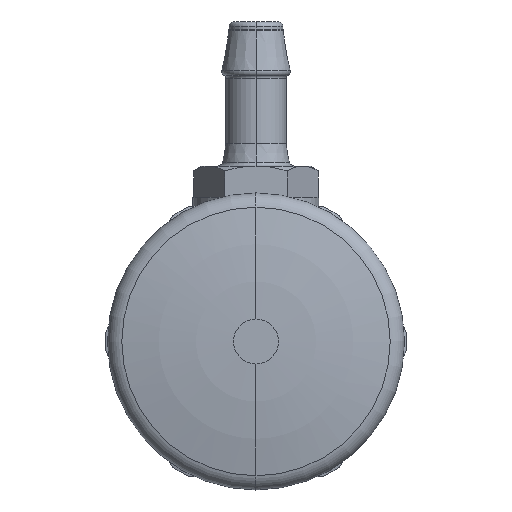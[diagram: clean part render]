
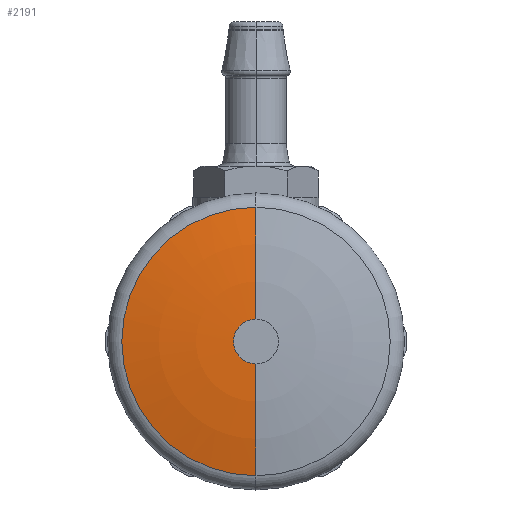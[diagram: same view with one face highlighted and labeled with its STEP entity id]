
A CAD part, left-side view. The second image highlights one B-rep face of the part: STEP entity #2191.
In plain terms, the highlighted toroidal (fillet/blend) face has major radius 2.5 mm and minor radius 60 mm.
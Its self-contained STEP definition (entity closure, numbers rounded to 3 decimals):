
#200 = ORIENTED_EDGE ( 'NONE', *, *, #7013, .F. ) ;
#204 = ORIENTED_EDGE ( 'NONE', *, *, #7005, .T. ) ;
#249 = ORIENTED_EDGE ( 'NONE', *, *, #7012, .F. ) ;
#401 = ORIENTED_EDGE ( 'NONE', *, *, #7011, .T. ) ;
#994 = VERTEX_POINT ( 'NONE', #1256 ) ;
#1153 = VERTEX_POINT ( 'NONE', #1441 ) ;
#1173 = VERTEX_POINT ( 'NONE', #1463 ) ;
#1205 = VERTEX_POINT ( 'NONE', #1498 ) ;
#1256 = CARTESIAN_POINT ( 'NONE',  ( -6.502, 0., -14.914 ) ) ;
#1441 = CARTESIAN_POINT ( 'NONE',  ( -7.8, 0., -2.5 ) ) ;
#1463 = CARTESIAN_POINT ( 'NONE',  ( -6.502, 0., 14.914 ) ) ;
#1498 = CARTESIAN_POINT ( 'NONE',  ( -7.8, 0., 2.5 ) ) ;
#2191 = ADVANCED_FACE ( 'NONE', ( #4725 ), #4723, .T. ) ;
#3058 = DIRECTION ( 'NONE',  ( 0., 0., -1. ) ) ;
#3059 = DIRECTION ( 'NONE',  ( 0., -1., 0. ) ) ;
#3061 = CARTESIAN_POINT ( 'NONE',  ( 52.2, 0., 2.5 ) ) ;
#3062 = DIRECTION ( 'NONE',  ( 0., 0., 1. ) ) ;
#3063 = DIRECTION ( 'NONE',  ( -1., 0., 0. ) ) ;
#3064 = CARTESIAN_POINT ( 'NONE',  ( -7.8, 0., 0. ) ) ;
#3065 = DIRECTION ( 'NONE',  ( 0., 0., 1. ) ) ;
#3067 = DIRECTION ( 'NONE',  ( 0., 1., 0. ) ) ;
#3068 = CARTESIAN_POINT ( 'NONE',  ( 52.2, 0., -2.5 ) ) ;
#3086 = DIRECTION ( 'NONE',  ( 0., 0., 1. ) ) ;
#3087 = DIRECTION ( 'NONE',  ( -1., 0., 0. ) ) ;
#3088 = CARTESIAN_POINT ( 'NONE',  ( -6.502, 0., 0. ) ) ;
#3788 = AXIS2_PLACEMENT_3D ( 'NONE', #3061, #3059, #3058 ) ;
#3789 = AXIS2_PLACEMENT_3D ( 'NONE', #3064, #3063, #3062 ) ;
#3790 = AXIS2_PLACEMENT_3D ( 'NONE', #3068, #3067, #3065 ) ;
#3794 = AXIS2_PLACEMENT_3D ( 'NONE', #3088, #3087, #3086 ) ;
#4240 = AXIS2_PLACEMENT_3D ( 'NONE', #8140, #8139, #8138 ) ;
#4723 = TOROIDAL_SURFACE ( 'NONE', #4240, 2.5, 60. ) ;
#4725 = FACE_OUTER_BOUND ( 'NONE', #7763, .T. ) ;
#7005 = EDGE_CURVE ( 'NONE', #1173, #994, #7621, .T. ) ;
#7011 = EDGE_CURVE ( 'NONE', #994, #1153, #7629, .T. ) ;
#7012 = EDGE_CURVE ( 'NONE', #1205, #1153, #7630, .T. ) ;
#7013 = EDGE_CURVE ( 'NONE', #1173, #1205, #7632, .T. ) ;
#7621 = CIRCLE ( 'NONE', #3794, 14.914 ) ;
#7629 = CIRCLE ( 'NONE', #3790, 60. ) ;
#7630 = CIRCLE ( 'NONE', #3789, 2.5 ) ;
#7632 = CIRCLE ( 'NONE', #3788, 60. ) ;
#7763 = EDGE_LOOP ( 'NONE', ( #204, #401, #249, #200 ) ) ;
#8138 = DIRECTION ( 'NONE',  ( 0., 0., 1. ) ) ;
#8139 = DIRECTION ( 'NONE',  ( -1., 0., 0. ) ) ;
#8140 = CARTESIAN_POINT ( 'NONE',  ( 52.2, 0., 0. ) ) ;
